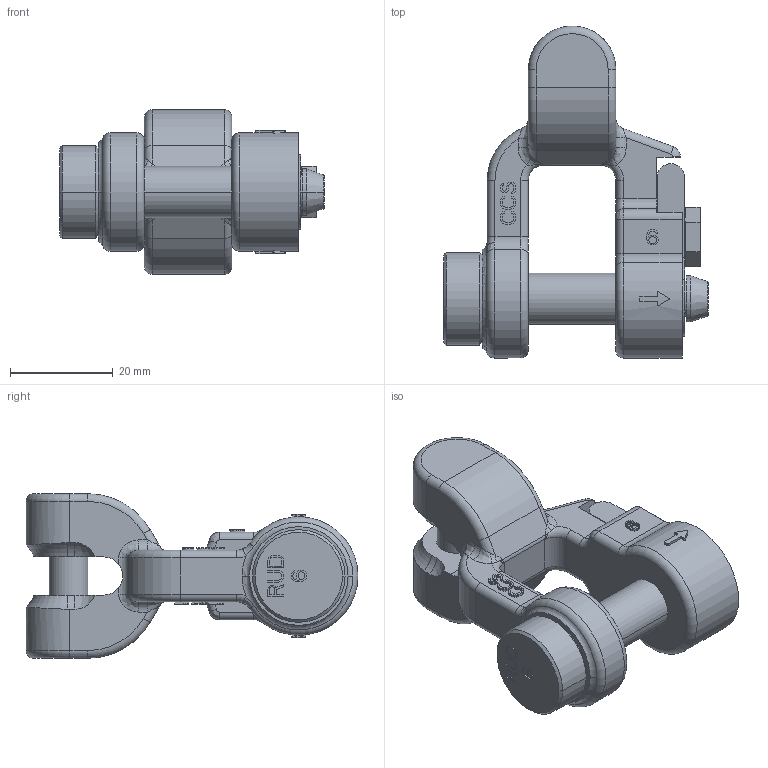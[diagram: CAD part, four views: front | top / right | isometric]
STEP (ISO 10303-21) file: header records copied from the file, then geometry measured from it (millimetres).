
FILE_DESCRIPTION((''),'2;1');
FILE_NAME('001-M36165-P-01_ASM','2024-09-24T13:19:36',('Tristan.Roth'),(''),'CREO PARAMETRIC BY PTC INC, 2022162','CREO PARAMETRIC BY PTC INC, 2022162','');
FILE_SCHEMA(('AP242_MANAGED_MODEL_BASED_3D_ENGINEERING_MIM_LF { 1 0 10303 442 1 1 4 }'));
Length unit declared in the file: millimetre
Products named in the file (3): 001-M36165-P-1; 001-M36165-P-2; 001-M36165-P-01_ASM
Assembly tree (2 placements, depth 2):
  001-M36165-P-01_ASM
    001-M36165-P-1
    001-M36165-P-2
Bounding box: 51.5 x 64.5 x 32 mm (x, y, z)
Volume: 26845.7 mm3; surface area: 11927.8 mm2
Topology: 2 solids, 2 shells, 827 faces, 2277 edges, 1490 vertices
Faces by surface type: plane 660, cylinder 96, bspline 34, torus 31, cone 6
Entity records: 29005 total; most frequent: CARTESIAN_POINT 6510, ORIENTED_EDGE 4554, DIRECTION 4017, EDGE_CURVE 2277, VECTOR 1933, LINE 1933, VERTEX_POINT 1490, AXIS2_PLACEMENT_3D 1042
